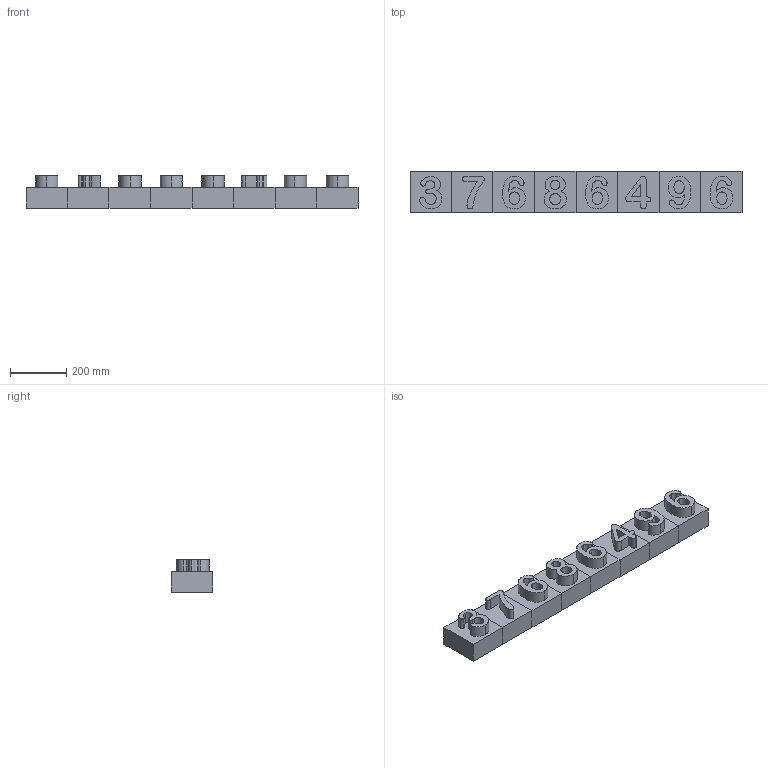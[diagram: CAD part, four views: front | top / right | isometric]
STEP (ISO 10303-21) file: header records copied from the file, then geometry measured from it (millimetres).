
FILE_DESCRIPTION(('FreeCAD Model'),'2;1');
FILE_NAME('Open CASCADE Shape Model','2025-05-01T00:58:41',('FreeCAD'),( 'FreeCAD'),'Open CASCADE STEP processor 7.6','FreeCAD','Unknown');
FILE_SCHEMA(('AUTOMOTIVE_DESIGN { 1 0 10303 214 1 1 1 1 }'));
Length unit declared in the file: millimetre
Products named in the file (1): Open CASCADE STEP translator 7.6 1
Bounding box: 1178.81 x 147.35 x 115.03 mm (x, y, z)
Volume: 12796958.2 mm3; surface area: 1328190.7 mm2
Topology: 23 solids, 23 shells, 326 faces, 840 edges, 560 vertices
Faces by surface type: bspline 326
Entity records: 20354 total; most frequent: CARTESIAN_POINT 15009, ORIENTED_EDGE 1680, EDGE_CURVE 840, B_SPLINE_CURVE_WITH_KNOTS 840, VERTEX_POINT 560, FACE_BOUND 356, EDGE_LOOP 356, ADVANCED_FACE 326
